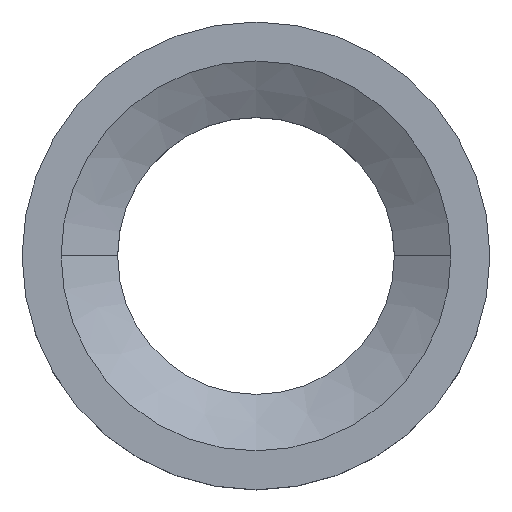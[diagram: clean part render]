
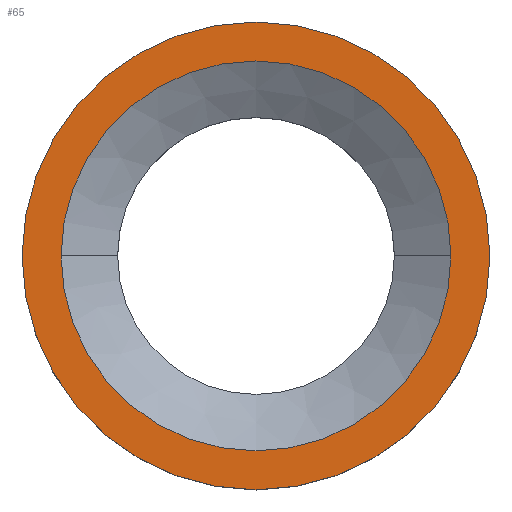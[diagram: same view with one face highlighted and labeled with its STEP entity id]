
A CAD part, top view. The second image highlights one B-rep face of the part: STEP entity #65.
In plain terms, the highlighted planar face has unit normal (0, 0, 1).
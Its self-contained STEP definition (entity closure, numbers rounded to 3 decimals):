
#65=ADVANCED_FACE('',(#151,#152),#153,.T.);
#77=EDGE_CURVE('',#115,#79,#165,.T.);
#79=VERTEX_POINT('',#167);
#81=EDGE_CURVE('',#123,#111,#169,.T.);
#103=EDGE_CURVE('',#111,#123,#195,.T.);
#111=VERTEX_POINT('',#204);
#115=VERTEX_POINT('',#209);
#117=EDGE_CURVE('',#79,#115,#211,.T.);
#123=VERTEX_POINT('',#217);
#151=FACE_OUTER_BOUND('',#240,.T.);
#152=FACE_BOUND('',#241,.T.);
#153=PLANE('',#242);
#165=CIRCLE('',#259,12.0);
#167=CARTESIAN_POINT('',(-12.0,0.,5.));
#169=CIRCLE('',#264,10.0);
#195=CIRCLE('',#295,10.0);
#204=CARTESIAN_POINT('',(10.,0.,5.));
#209=CARTESIAN_POINT('',(12.,0.,5.));
#211=CIRCLE('',#314,12.0);
#217=CARTESIAN_POINT('',(-10.0,0.,5.));
#240=EDGE_LOOP('',(#342,#343));
#241=EDGE_LOOP('',(#344,#345));
#242=AXIS2_PLACEMENT_3D('',#346,#347,#348);
#259=AXIS2_PLACEMENT_3D('',#356,#357,#358);
#264=AXIS2_PLACEMENT_3D('',#359,#360,#361);
#295=AXIS2_PLACEMENT_3D('',#400,#401,#402);
#314=AXIS2_PLACEMENT_3D('',#420,#421,#422);
#342=ORIENTED_EDGE('',*,*,#117,.F.);
#343=ORIENTED_EDGE('',*,*,#77,.F.);
#344=ORIENTED_EDGE('',*,*,#81,.T.);
#345=ORIENTED_EDGE('',*,*,#103,.T.);
#346=CARTESIAN_POINT('',(-11.0,0.,5.));
#347=DIRECTION('',(0.0,0.0,1.0));
#348=DIRECTION('',(-1.0,0.,0.0));
#356=CARTESIAN_POINT('',(0.,0.,5.));
#357=DIRECTION('',(-0.0,0.0,-1.0));
#358=DIRECTION('',(-1.0,0.,0.0));
#359=CARTESIAN_POINT('',(0.,0.,5.));
#360=DIRECTION('',(-0.0,0.0,-1.0));
#361=DIRECTION('',(-1.0,0.,0.0));
#400=CARTESIAN_POINT('',(0.,0.,5.));
#401=DIRECTION('',(-0.0,0.0,-1.0));
#402=DIRECTION('',(-1.0,0.,0.0));
#420=CARTESIAN_POINT('',(0.,0.,5.));
#421=DIRECTION('',(-0.0,0.0,-1.0));
#422=DIRECTION('',(-1.0,0.,0.0));
